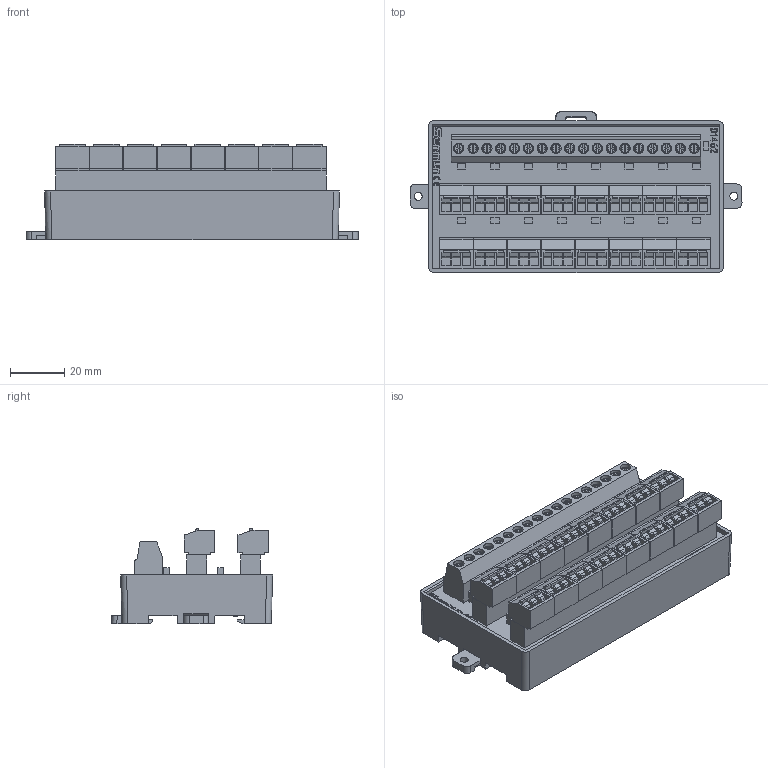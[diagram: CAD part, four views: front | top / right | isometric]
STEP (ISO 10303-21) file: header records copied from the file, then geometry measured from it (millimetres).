
FILE_DESCRIPTION(/* description */ (''),/* implementation_level */ '2;1');
FILE_NAME(/* name */ 'D1462-E.stp',/* time_stamp */ '2024-08-13T16:42:14+08:00',/* author */ (''),/* organization */ (''),/* preprocessor_version */ 'ST-DEVELOPER v14',/* originating_system */ 'SIEMENS PLM Software NX 8.0',/* authorisation */ '');
FILE_SCHEMA (('AUTOMOTIVE_DESIGN { 1 0 10303 214 3 1 1 1 }'));
Products named in the file (1): D1462-E 3D_stp
Bounding box: 122.6 x 59.51 x 35.25 mm (x, y, z)
Volume: 131309.6 mm3; surface area: 41532.1 mm2
Topology: 3 solids, 3 shells, 2094 faces, 5415 edges, 3524 vertices
Faces by surface type: plane 1749, cylinder 294, torus 36, extrusion 9, cone 4, bspline 2
Full cylindrical faces by diameter (mm): 2.7 x48, 2.8 x48, 3 x2, 3.8 x18
Entity records: 64968 total; most frequent: CARTESIAN_POINT 12487, ORIENTED_EDGE 10500, DIRECTION 10115, EDGE_CURVE 5250, VECTOR 4383, LINE 4374, VERTEX_POINT 3476, AXIS2_PLACEMENT_3D 2866
